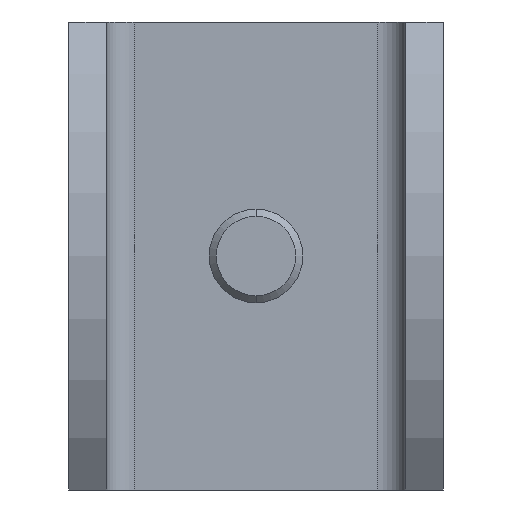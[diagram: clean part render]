
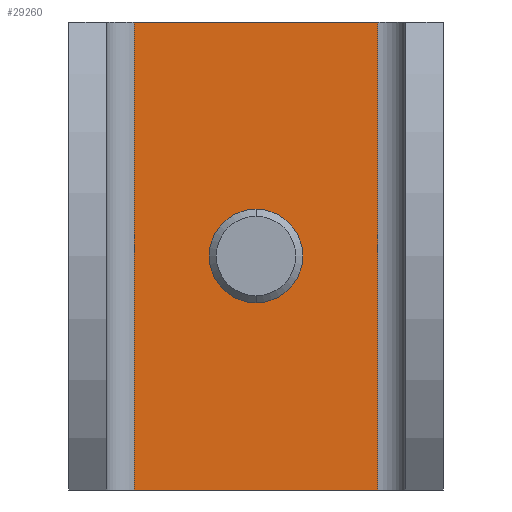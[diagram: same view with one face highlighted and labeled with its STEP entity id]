
A CAD part, front view. The second image highlights one B-rep face of the part: STEP entity #29260.
In plain terms, the highlighted planar face has unit normal (0, -1, 0).
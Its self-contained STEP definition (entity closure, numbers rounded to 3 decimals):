
#710=CARTESIAN_POINT('',(5.5,31.5,0.));
#720=VERTEX_POINT('',#710);
#750=CARTESIAN_POINT('',(0.,31.5,0.));
#760=DIRECTION('',(1.,0.,0.));
#770=VECTOR('',#760,1.);
#780=LINE('',#750,#770);
#790=CARTESIAN_POINT('',(31.5,31.5,0.));
#800=VERTEX_POINT('',#790);
#810=EDGE_CURVE('',#720,#800,#780,.T.);
#3250=CARTESIAN_POINT('',(31.5,31.5,0.));
#3260=DIRECTION('',(0.,0.,1.));
#3270=VECTOR('',#3260,1.);
#3280=LINE('',#3250,#3270);
#3290=CARTESIAN_POINT('',(31.5,31.5,50.));
#3300=VERTEX_POINT('',#3290);
#3310=EDGE_CURVE('',#800,#3300,#3280,.T.);
#7200=CARTESIAN_POINT('',(5.5,31.5,50.));
#7210=VERTEX_POINT('',#7200);
#7240=CARTESIAN_POINT('',(5.5,31.5,0.));
#7250=DIRECTION('',(0.,0.,-1.));
#7260=VECTOR('',#7250,1.);
#7270=LINE('',#7240,#7260);
#7280=EDGE_CURVE('',#7210,#720,#7270,.T.);
#28120=CARTESIAN_POINT('',(0.,31.5,50.));
#28130=DIRECTION('',(-1.,0.,0.));
#28140=VECTOR('',#28130,1.);
#28150=LINE('',#28120,#28140);
#28160=EDGE_CURVE('',#3300,#7210,#28150,.T.);
#29000=CARTESIAN_POINT('',(10.125,31.5,25.));
#29010=DIRECTION('',(0.,1.,0.));
#29020=DIRECTION('',(0.,0.,1.));
#29030=AXIS2_PLACEMENT_3D('',#29000,#29010,#29020);
#29040=PLANE('',#29030);
#29050=ORIENTED_EDGE('',*,*,#28160,.T.);
#29060=ORIENTED_EDGE('',*,*,#3310,.T.);
#29070=ORIENTED_EDGE('',*,*,#810,.T.);
#29080=ORIENTED_EDGE('',*,*,#7280,.T.);
#29090=EDGE_LOOP('',(#29080,#29070,#29060,#29050));
#29100=FACE_OUTER_BOUND('',#29090,.T.);
#29110=CARTESIAN_POINT('',(18.5,31.5,25.));
#29120=DIRECTION('',(0.,1.,0.));
#29130=DIRECTION('',(1.,0.,0.));
#29140=AXIS2_PLACEMENT_3D('',#29110,#29120,#29130);
#29150=CIRCLE('',#29140,4.25);
#29160=CARTESIAN_POINT('',(22.75,31.5,25.));
#29170=VERTEX_POINT('',#29160);
#29180=CARTESIAN_POINT('',(14.25,31.5,25.));
#29190=VERTEX_POINT('',#29180);
#29200=EDGE_CURVE('',#29170,#29190,#29150,.T.);
#29210=ORIENTED_EDGE('',*,*,#29200,.T.);
#29220=EDGE_CURVE('',#29190,#29170,#29150,.T.);
#29230=ORIENTED_EDGE('',*,*,#29220,.T.);
#29240=EDGE_LOOP('',(#29230,#29210));
#29250=FACE_BOUND('',#29240,.T.);
#29260=ADVANCED_FACE('',(#29100,#29250),#29040,.F.);
